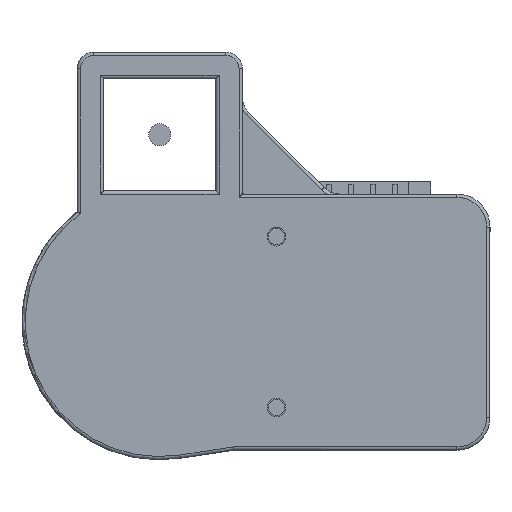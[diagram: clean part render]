
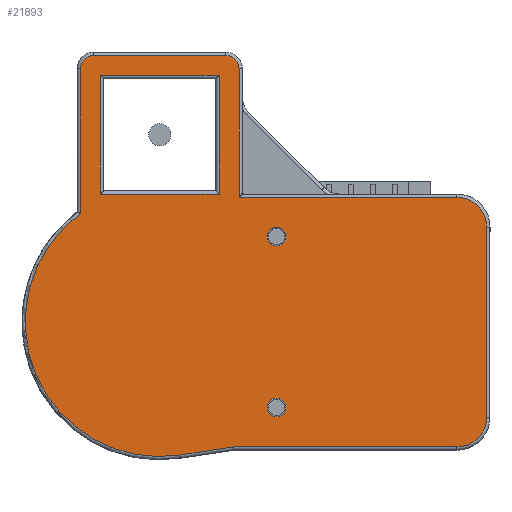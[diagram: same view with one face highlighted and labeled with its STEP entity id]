
A CAD part, front view. The second image highlights one B-rep face of the part: STEP entity #21893.
In plain terms, the highlighted face is planar.
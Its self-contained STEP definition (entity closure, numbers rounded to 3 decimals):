
#276=FACE_BOUND('',#3033,.T.);
#277=FACE_BOUND('',#3034,.T.);
#278=FACE_BOUND('',#3035,.T.);
#585=PLANE('',#24420);
#1738=FACE_OUTER_BOUND('',#3032,.T.);
#3032=EDGE_LOOP('',(#18810,#18811,#18812,#18813,#18814,#18815,#18816,#18817,
#18818,#18819,#18820,#18821));
#3033=EDGE_LOOP('',(#18822));
#3034=EDGE_LOOP('',(#18823));
#3035=EDGE_LOOP('',(#18824,#18825,#18826,#18827));
#4781=LINE('',#42148,#6509);
#4782=LINE('',#42152,#6510);
#4783=LINE('',#42156,#6511);
#4784=LINE('',#42160,#6512);
#4785=LINE('',#42162,#6513);
#4786=LINE('',#42166,#6514);
#4787=LINE('',#42169,#6515);
#4788=LINE('',#42172,#6516);
#4789=LINE('',#42174,#6517);
#4790=LINE('',#42176,#6518);
#4791=LINE('',#42177,#6519);
#6509=VECTOR('',#30545,1000.);
#6510=VECTOR('',#30548,1000.);
#6511=VECTOR('',#30551,1000.);
#6512=VECTOR('',#30554,1000.);
#6513=VECTOR('',#30555,1000.);
#6514=VECTOR('',#30558,1000.);
#6515=VECTOR('',#30561,1000.);
#6516=VECTOR('',#30562,1000.);
#6517=VECTOR('',#30563,1000.);
#6518=VECTOR('',#30564,1000.);
#6519=VECTOR('',#30565,1000.);
#8101=CIRCLE('',#24373,1.7);
#8103=CIRCLE('',#24376,1.7);
#8131=CIRCLE('',#24421,2.4);
#8132=CIRCLE('',#24422,2.4);
#8133=CIRCLE('',#24423,24.4);
#8134=CIRCLE('',#24424,5.4);
#8135=CIRCLE('',#24425,5.4);
#9986=VERTEX_POINT('',#41892);
#9988=VERTEX_POINT('',#41898);
#10078=VERTEX_POINT('',#42146);
#10079=VERTEX_POINT('',#42147);
#10080=VERTEX_POINT('',#42149);
#10081=VERTEX_POINT('',#42151);
#10082=VERTEX_POINT('',#42153);
#10083=VERTEX_POINT('',#42155);
#10084=VERTEX_POINT('',#42157);
#10085=VERTEX_POINT('',#42159);
#10086=VERTEX_POINT('',#42161);
#10087=VERTEX_POINT('',#42163);
#10088=VERTEX_POINT('',#42165);
#10089=VERTEX_POINT('',#42167);
#10090=VERTEX_POINT('',#42170);
#10091=VERTEX_POINT('',#42171);
#10092=VERTEX_POINT('',#42173);
#10093=VERTEX_POINT('',#42175);
#12952=EDGE_CURVE('',#9986,#9986,#8101,.T.);
#12955=EDGE_CURVE('',#9988,#9988,#8103,.T.);
#13054=EDGE_CURVE('',#10078,#10079,#4781,.T.);
#13055=EDGE_CURVE('',#10079,#10080,#8131,.T.);
#13056=EDGE_CURVE('',#10080,#10081,#4782,.T.);
#13057=EDGE_CURVE('',#10081,#10082,#8132,.T.);
#13058=EDGE_CURVE('',#10082,#10083,#4783,.T.);
#13059=EDGE_CURVE('',#10083,#10084,#8133,.T.);
#13060=EDGE_CURVE('',#10084,#10085,#4784,.T.);
#13061=EDGE_CURVE('',#10085,#10086,#4785,.T.);
#13062=EDGE_CURVE('',#10086,#10087,#8134,.T.);
#13063=EDGE_CURVE('',#10087,#10088,#4786,.T.);
#13064=EDGE_CURVE('',#10088,#10089,#8135,.T.);
#13065=EDGE_CURVE('',#10089,#10078,#4787,.T.);
#13066=EDGE_CURVE('',#10090,#10091,#4788,.T.);
#13067=EDGE_CURVE('',#10091,#10092,#4789,.T.);
#13068=EDGE_CURVE('',#10092,#10093,#4790,.T.);
#13069=EDGE_CURVE('',#10093,#10090,#4791,.T.);
#18810=ORIENTED_EDGE('',*,*,#13054,.T.);
#18811=ORIENTED_EDGE('',*,*,#13055,.T.);
#18812=ORIENTED_EDGE('',*,*,#13056,.T.);
#18813=ORIENTED_EDGE('',*,*,#13057,.T.);
#18814=ORIENTED_EDGE('',*,*,#13058,.T.);
#18815=ORIENTED_EDGE('',*,*,#13059,.T.);
#18816=ORIENTED_EDGE('',*,*,#13060,.T.);
#18817=ORIENTED_EDGE('',*,*,#13061,.T.);
#18818=ORIENTED_EDGE('',*,*,#13062,.T.);
#18819=ORIENTED_EDGE('',*,*,#13063,.T.);
#18820=ORIENTED_EDGE('',*,*,#13064,.T.);
#18821=ORIENTED_EDGE('',*,*,#13065,.T.);
#18822=ORIENTED_EDGE('',*,*,#12952,.T.);
#18823=ORIENTED_EDGE('',*,*,#12955,.T.);
#18824=ORIENTED_EDGE('',*,*,#13066,.T.);
#18825=ORIENTED_EDGE('',*,*,#13067,.T.);
#18826=ORIENTED_EDGE('',*,*,#13068,.T.);
#18827=ORIENTED_EDGE('',*,*,#13069,.T.);
#21893=ADVANCED_FACE('',(#1738,#276,#277,#278),#585,.T.);
#24373=AXIS2_PLACEMENT_3D('',#41893,#30381,#30382);
#24376=AXIS2_PLACEMENT_3D('',#41899,#30388,#30389);
#24420=AXIS2_PLACEMENT_3D('',#42145,#30543,#30544);
#24421=AXIS2_PLACEMENT_3D('',#42150,#30546,#30547);
#24422=AXIS2_PLACEMENT_3D('',#42154,#30549,#30550);
#24423=AXIS2_PLACEMENT_3D('',#42158,#30552,#30553);
#24424=AXIS2_PLACEMENT_3D('',#42164,#30556,#30557);
#24425=AXIS2_PLACEMENT_3D('',#42168,#30559,#30560);
#30381=DIRECTION('center_axis',(0.,0.,-1.));
#30382=DIRECTION('ref_axis',(1.,0.,0.));
#30388=DIRECTION('center_axis',(0.,0.,-1.));
#30389=DIRECTION('ref_axis',(1.,0.,0.));
#30543=DIRECTION('center_axis',(0.,0.,1.));
#30544=DIRECTION('ref_axis',(1.,0.,0.));
#30545=DIRECTION('',(0.,1.,0.));
#30546=DIRECTION('center_axis',(0.,0.,1.));
#30547=DIRECTION('ref_axis',(1.,0.,0.));
#30548=DIRECTION('',(-1.,0.,0.));
#30549=DIRECTION('center_axis',(0.,0.,1.));
#30550=DIRECTION('ref_axis',(1.,0.,0.));
#30551=DIRECTION('',(0.,-1.,0.));
#30552=DIRECTION('center_axis',(0.,0.,1.));
#30553=DIRECTION('ref_axis',(1.,0.,0.));
#30554=DIRECTION('',(0.989,0.15,0.));
#30555=DIRECTION('',(1.,0.,0.));
#30556=DIRECTION('center_axis',(0.,0.,1.));
#30557=DIRECTION('ref_axis',(1.,0.,0.));
#30558=DIRECTION('',(0.,1.,0.));
#30559=DIRECTION('center_axis',(0.,0.,1.));
#30560=DIRECTION('ref_axis',(1.,0.,0.));
#30561=DIRECTION('',(-1.,0.,0.));
#30562=DIRECTION('',(-1.,0.,0.));
#30563=DIRECTION('',(0.,1.,0.));
#30564=DIRECTION('',(1.,0.,0.));
#30565=DIRECTION('',(0.,-1.,0.));
#41892=CARTESIAN_POINT('',(22.9,-49.5,2.));
#41893=CARTESIAN_POINT('Origin',(21.2,-49.5,2.));
#41898=CARTESIAN_POINT('',(22.9,-18.5,2.));
#41899=CARTESIAN_POINT('Origin',(21.2,-18.5,2.));
#42145=CARTESIAN_POINT('Origin',(0.,-34.,2.));
#42146=CARTESIAN_POINT('',(14.4,-11.35,2.));
#42147=CARTESIAN_POINT('',(14.4,12.,2.));
#42148=CARTESIAN_POINT('',(14.4,12.,2.));
#42149=CARTESIAN_POINT('',(12.,14.4,2.));
#42150=CARTESIAN_POINT('Origin',(12.,12.,2.));
#42151=CARTESIAN_POINT('',(-12.,14.4,2.));
#42152=CARTESIAN_POINT('',(-12.,14.4,2.));
#42153=CARTESIAN_POINT('',(-14.4,12.,2.));
#42154=CARTESIAN_POINT('Origin',(-12.,12.,2.));
#42155=CARTESIAN_POINT('',(-14.4,-14.302,2.));
#42156=CARTESIAN_POINT('',(-14.4,-14.,2.));
#42157=CARTESIAN_POINT('',(3.649,-58.126,2.));
#42158=CARTESIAN_POINT('Origin',(0.,-34.,2.));
#42159=CARTESIAN_POINT('',(13.405,-56.65,2.));
#42160=CARTESIAN_POINT('',(13.36,-56.657,2.));
#42161=CARTESIAN_POINT('',(53.95,-56.65,2.));
#42162=CARTESIAN_POINT('',(53.95,-56.65,2.));
#42163=CARTESIAN_POINT('',(59.35,-51.25,2.));
#42164=CARTESIAN_POINT('Origin',(53.95,-51.25,2.));
#42165=CARTESIAN_POINT('',(59.35,-16.75,2.));
#42166=CARTESIAN_POINT('',(59.35,-16.75,2.));
#42167=CARTESIAN_POINT('',(53.95,-11.35,2.));
#42168=CARTESIAN_POINT('Origin',(53.95,-16.75,2.));
#42169=CARTESIAN_POINT('',(15.,-11.35,2.));
#42170=CARTESIAN_POINT('',(10.775,-10.775,2.));
#42171=CARTESIAN_POINT('',(-10.775,-10.775,2.));
#42172=CARTESIAN_POINT('',(0.,-10.775,2.));
#42173=CARTESIAN_POINT('',(-10.775,10.775,2.));
#42174=CARTESIAN_POINT('',(-10.775,-34.,2.));
#42175=CARTESIAN_POINT('',(10.775,10.775,2.));
#42176=CARTESIAN_POINT('',(0.,10.775,2.));
#42177=CARTESIAN_POINT('',(10.775,-34.,2.));
